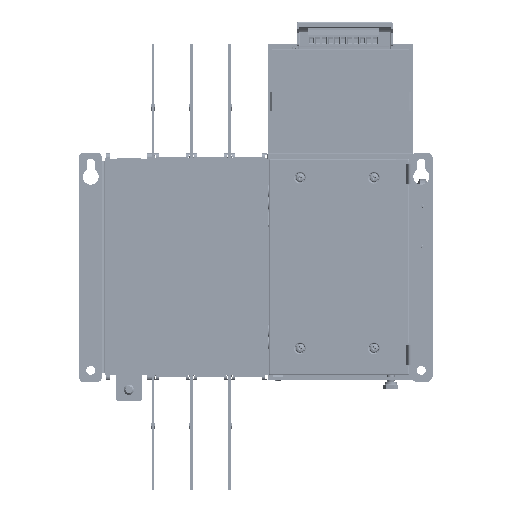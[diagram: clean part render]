
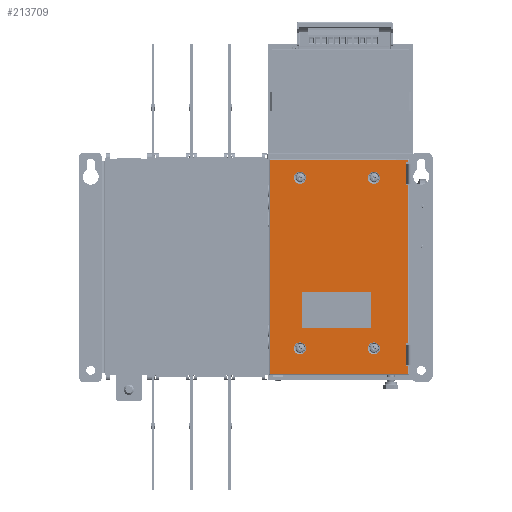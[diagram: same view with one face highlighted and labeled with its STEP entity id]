
A CAD part, front view. The second image highlights one B-rep face of the part: STEP entity #213709.
In plain terms, the highlighted planar face has unit normal (0, -1, 0).
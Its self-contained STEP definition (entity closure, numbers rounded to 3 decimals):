
#6854=DIRECTION('',(1.,0.,0.));
#6855=VECTOR('',#6854,108.5);
#6856=CARTESIAN_POINT('',(-17.,-6.,-1.));
#6857=LINE('',#6856,#6855);
#77854=DIRECTION('',(0.,0.,1.));
#77855=VECTOR('',#77854,168.);
#77856=CARTESIAN_POINT('',(-17.,-6.,-169.));
#77857=LINE('',#77856,#77855);
#77862=DIRECTION('',(1.,0.,0.));
#77863=VECTOR('',#77862,1.5);
#77864=CARTESIAN_POINT('',(90.,-6.,-3.));
#77865=LINE('',#77864,#77863);
#77866=CARTESIAN_POINT('',(6.5,-6.,-15.));
#77867=DIRECTION('',(0.,1.,0.));
#77868=DIRECTION('',(0.,0.,1.));
#77869=AXIS2_PLACEMENT_3D('',#77866,#77867,#77868);
#77871=CARTESIAN_POINT('',(6.5,-6.,-15.));
#77872=DIRECTION('',(0.,1.,0.));
#77873=DIRECTION('',(0.,0.,-1.));
#77874=AXIS2_PLACEMENT_3D('',#77871,#77872,#77873);
#77876=CARTESIAN_POINT('',(64.5,-6.,-15.));
#77877=DIRECTION('',(0.,1.,0.));
#77878=DIRECTION('',(0.,0.,1.));
#77879=AXIS2_PLACEMENT_3D('',#77876,#77877,#77878);
#77881=CARTESIAN_POINT('',(64.5,-6.,-15.));
#77882=DIRECTION('',(0.,1.,0.));
#77883=DIRECTION('',(0.,0.,-1.));
#77884=AXIS2_PLACEMENT_3D('',#77881,#77882,#77883);
#77886=CARTESIAN_POINT('',(64.5,-6.,-149.));
#77887=DIRECTION('',(0.,1.,0.));
#77888=DIRECTION('',(0.,0.,1.));
#77889=AXIS2_PLACEMENT_3D('',#77886,#77887,#77888);
#77891=CARTESIAN_POINT('',(64.5,-6.,-149.));
#77892=DIRECTION('',(0.,1.,0.));
#77893=DIRECTION('',(0.,0.,-1.));
#77894=AXIS2_PLACEMENT_3D('',#77891,#77892,#77893);
#77896=CARTESIAN_POINT('',(6.5,-6.,-149.));
#77897=DIRECTION('',(0.,1.,0.));
#77898=DIRECTION('',(0.,0.,1.));
#77899=AXIS2_PLACEMENT_3D('',#77896,#77897,#77898);
#77901=CARTESIAN_POINT('',(6.5,-6.,-149.));
#77902=DIRECTION('',(0.,1.,0.));
#77903=DIRECTION('',(0.,0.,-1.));
#77904=AXIS2_PLACEMENT_3D('',#77901,#77902,#77903);
#77919=DIRECTION('',(0.,0.,-1.));
#77920=VECTOR('',#77919,2.);
#77921=CARTESIAN_POINT('',(91.5,-6.,
-1.));
#77922=LINE('',#77921,#77920);
#78721=DIRECTION('',(-1.,0.,0.));
#78722=VECTOR('',#78721,1.5);
#78723=CARTESIAN_POINT('',(91.5,-6.,-145.));
#78724=LINE('',#78723,#78722);
#79813=DIRECTION('',(1.,0.,0.));
#79814=VECTOR('',#79813,1.5);
#79815=CARTESIAN_POINT('',(90.,-6.,-21.));
#79816=LINE('',#79815,#79814);
#79833=DIRECTION('',(0.,0.,-1.));
#79834=VECTOR('',#79833,124.);
#79835=CARTESIAN_POINT('',(91.5,-6.,-21.));
#79836=LINE('',#79835,#79834);
#79837=DIRECTION('',(0.,0.,-1.));
#79838=VECTOR('',#79837,18.);
#79839=CARTESIAN_POINT('',(90.,-6.,-3.));
#79840=LINE('',#79839,#79838);
#80341=DIRECTION('',(0.,0.,-1.));
#80342=VECTOR('',#80341,18.);
#80343=CARTESIAN_POINT('',(90.,-6.,-145.));
#80344=LINE('',#80343,#80342);
#80366=DIRECTION('',(1.,0.,0.));
#80367=VECTOR('',#80366,1.5);
#80368=CARTESIAN_POINT('',(90.,-6.,-163.));
#80369=LINE('',#80368,#80367);
#80437=DIRECTION('',(-1.,0.,0.));
#80438=VECTOR('',#80437,108.5);
#80439=CARTESIAN_POINT('',(91.5,-6.,-169.));
#80440=LINE('',#80439,#80438);
#80445=DIRECTION('',(0.,0.,-1.));
#80446=VECTOR('',#80445,6.);
#80447=CARTESIAN_POINT('',(91.5,-6.,-163.));
#80448=LINE('',#80447,#80446);
#83520=DIRECTION('',(0.,0.,-1.));
#83521=VECTOR('',#83520,28.);
#83522=CARTESIAN_POINT('',(8.5,-6.,-105.));
#83523=LINE('',#83522,#83521);
#83528=DIRECTION('',(0.,0.,1.));
#83529=VECTOR('',#83528,28.);
#83530=CARTESIAN_POINT('',(62.5,-6.,-133.));
#83531=LINE('',#83530,#83529);
#83544=DIRECTION('',(-1.,0.,0.));
#83545=VECTOR('',#83544,54.);
#83546=CARTESIAN_POINT('',(62.5,-6.,-105.));
#83547=LINE('',#83546,#83545);
#83556=DIRECTION('',(1.,0.,0.));
#83557=VECTOR('',#83556,54.);
#83558=CARTESIAN_POINT('',(8.5,-6.,-133.));
#83559=LINE('',#83558,#83557);
#117242=CARTESIAN_POINT('',(-17.,-6.,-1.));
#117243=VERTEX_POINT('',#117242);
#117321=CARTESIAN_POINT('',(90.,-6.,-21.));
#117323=VERTEX_POINT('',#117321);
#117324=CARTESIAN_POINT('',(-17.,-6.,-169.));
#117325=VERTEX_POINT('',#117324);
#117362=CARTESIAN_POINT('',(91.5,-6.,-21.));
#117363=VERTEX_POINT('',#117362);
#117365=CARTESIAN_POINT('',(91.5,-6.,-169.));
#117367=VERTEX_POINT('',#117365);
#117386=CARTESIAN_POINT('',(90.,-6.,-3.));
#117387=CARTESIAN_POINT('',(91.5,-6.,-3.));
#117388=VERTEX_POINT('',#117386);
#117389=VERTEX_POINT('',#117387);
#117442=CARTESIAN_POINT('',(91.5,-6.,-145.));
#117443=VERTEX_POINT('',#117442);
#117452=CARTESIAN_POINT('',(62.5,-6.,-133.));
#117453=CARTESIAN_POINT('',(62.5,-6.,-105.));
#117454=VERTEX_POINT('',#117452);
#117455=VERTEX_POINT('',#117453);
#117468=CARTESIAN_POINT('',(8.5,-6.,-105.));
#117469=VERTEX_POINT('',#117468);
#117711=CARTESIAN_POINT('',(91.5,-6.,-163.));
#117712=VERTEX_POINT('',#117711);
#117756=CARTESIAN_POINT('',(90.,-6.,-163.));
#117757=VERTEX_POINT('',#117756);
#117764=CARTESIAN_POINT('',(90.,-6.,-145.));
#117765=VERTEX_POINT('',#117764);
#117832=CARTESIAN_POINT('',(8.5,-6.,-133.));
#117833=VERTEX_POINT('',#117832);
#117860=CARTESIAN_POINT('',(91.5,-6.,
-1.));
#117861=VERTEX_POINT('',#117860);
#118007=CARTESIAN_POINT('',(6.5,-6.,-153.75));
#118008=CARTESIAN_POINT('',(6.5,-6.,-144.25));
#118009=VERTEX_POINT('',#118007);
#118010=VERTEX_POINT('',#118008);
#118039=CARTESIAN_POINT('',(64.5,-6.,-19.75));
#118040=CARTESIAN_POINT('',(64.5,-6.,-10.25));
#118041=VERTEX_POINT('',#118039);
#118042=VERTEX_POINT('',#118040);
#118063=CARTESIAN_POINT('',(64.5,-6.,-153.75));
#118064=CARTESIAN_POINT('',(64.5,-6.,-144.25));
#118065=VERTEX_POINT('',#118063);
#118066=VERTEX_POINT('',#118064);
#118067=CARTESIAN_POINT('',(6.5,-6.,-19.75));
#118068=CARTESIAN_POINT('',(6.5,-6.,-10.25));
#118069=VERTEX_POINT('',#118067);
#118070=VERTEX_POINT('',#118068);
#213646=CARTESIAN_POINT('',(8.,-6.,-15.));
#213647=DIRECTION('',(0.,-1.,0.));
#213648=DIRECTION('',(0.,0.,1.));
#213649=AXIS2_PLACEMENT_3D('',#213646,#213647,#213648);
#213650=PLANE('',#213649);
#213652=ORIENTED_EDGE('',*,*,#213651,.F.);
#213654=ORIENTED_EDGE('',*,*,#213653,.T.);
#213656=ORIENTED_EDGE('',*,*,#213655,.T.);
#213658=ORIENTED_EDGE('',*,*,#213657,.T.);
#213660=ORIENTED_EDGE('',*,*,#213659,.T.);
#213662=ORIENTED_EDGE('',*,*,#213661,.T.);
#213664=ORIENTED_EDGE('',*,*,#213663,.T.);
#213666=ORIENTED_EDGE('',*,*,#213665,.T.);
#213668=ORIENTED_EDGE('',*,*,#213667,.T.);
#213669=ORIENTED_EDGE('',*,*,#213636,.T.);
#213670=ORIENTED_EDGE('',*,*,#124542,.T.);
#213672=ORIENTED_EDGE('',*,*,#213671,.T.);
#213673=EDGE_LOOP('',(#213652,#213654,#213656,#213658,#213660,#213662,#213664,
#213666,#213668,#213669,#213670,#213672));
#213674=FACE_OUTER_BOUND('',#213673,.F.);
#213676=ORIENTED_EDGE('',*,*,#213675,.F.);
#213678=ORIENTED_EDGE('',*,*,#213677,.F.);
#213679=EDGE_LOOP('',(#213676,#213678));
#213680=FACE_BOUND('',#213679,.F.);
#213682=ORIENTED_EDGE('',*,*,#213681,.F.);
#213684=ORIENTED_EDGE('',*,*,#213683,.F.);
#213685=EDGE_LOOP('',(#213682,#213684));
#213686=FACE_BOUND('',#213685,.F.);
#213688=ORIENTED_EDGE('',*,*,#213687,.F.);
#213690=ORIENTED_EDGE('',*,*,#213689,.F.);
#213691=EDGE_LOOP('',(#213688,#213690));
#213692=FACE_BOUND('',#213691,.F.);
#213694=ORIENTED_EDGE('',*,*,#213693,.F.);
#213696=ORIENTED_EDGE('',*,*,#213695,.F.);
#213697=EDGE_LOOP('',(#213694,#213696));
#213698=FACE_BOUND('',#213697,.F.);
#213700=ORIENTED_EDGE('',*,*,#213699,.T.);
#213702=ORIENTED_EDGE('',*,*,#213701,.T.);
#213704=ORIENTED_EDGE('',*,*,#213703,.T.);
#213706=ORIENTED_EDGE('',*,*,#213705,.T.);
#213707=EDGE_LOOP('',(#213700,#213702,#213704,#213706));
#213708=FACE_BOUND('',#213707,.F.);
#213709=ADVANCED_FACE('',(#213674,#213680,#213686,#213692,#213698,#213708),
#213650,.T.);
#77870=CIRCLE('',#77869,4.75);
#77875=CIRCLE('',#77874,4.75);
#77880=CIRCLE('',#77879,4.75);
#77885=CIRCLE('',#77884,4.75);
#77890=CIRCLE('',#77889,4.75);
#77895=CIRCLE('',#77894,4.75);
#77900=CIRCLE('',#77899,4.75);
#77905=CIRCLE('',#77904,4.75);
#124542=EDGE_CURVE('',#117243,#117861,#6857,.T.);
#213636=EDGE_CURVE('',#117325,#117243,#77857,.T.);
#213651=EDGE_CURVE('',#117388,#117389,#77865,.T.);
#213653=EDGE_CURVE('',#117388,#117323,#79840,.T.);
#213655=EDGE_CURVE('',#117323,#117363,#79816,.T.);
#213657=EDGE_CURVE('',#117363,#117443,#79836,.T.);
#213659=EDGE_CURVE('',#117443,#117765,#78724,.T.);
#213661=EDGE_CURVE('',#117765,#117757,#80344,.T.);
#213663=EDGE_CURVE('',#117757,#117712,#80369,.T.);
#213665=EDGE_CURVE('',#117712,#117367,#80448,.T.);
#213667=EDGE_CURVE('',#117367,#117325,#80440,.T.);
#213671=EDGE_CURVE('',#117861,#117389,#77922,.T.);
#213675=EDGE_CURVE('',#118070,#118069,#77870,.T.);
#213677=EDGE_CURVE('',#118069,#118070,#77875,.T.);
#213681=EDGE_CURVE('',#118042,#118041,#77880,.T.);
#213683=EDGE_CURVE('',#118041,#118042,#77885,.T.);
#213687=EDGE_CURVE('',#118066,#118065,#77890,.T.);
#213689=EDGE_CURVE('',#118065,#118066,#77895,.T.);
#213693=EDGE_CURVE('',#118010,#118009,#77900,.T.);
#213695=EDGE_CURVE('',#118009,#118010,#77905,.T.);
#213699=EDGE_CURVE('',#117469,#117833,#83523,.T.);
#213701=EDGE_CURVE('',#117833,#117454,#83559,.T.);
#213703=EDGE_CURVE('',#117454,#117455,#83531,.T.);
#213705=EDGE_CURVE('',#117455,#117469,#83547,.T.);
